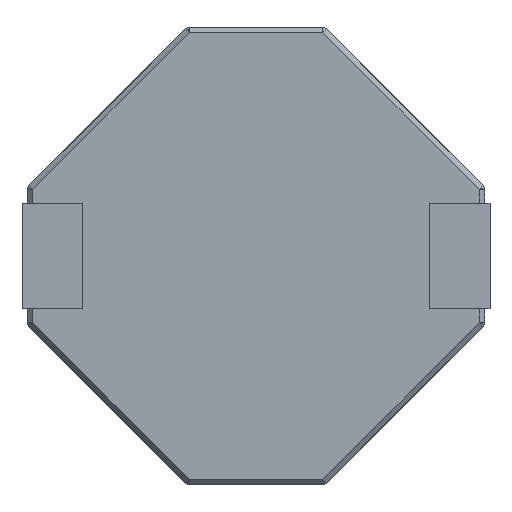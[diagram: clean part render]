
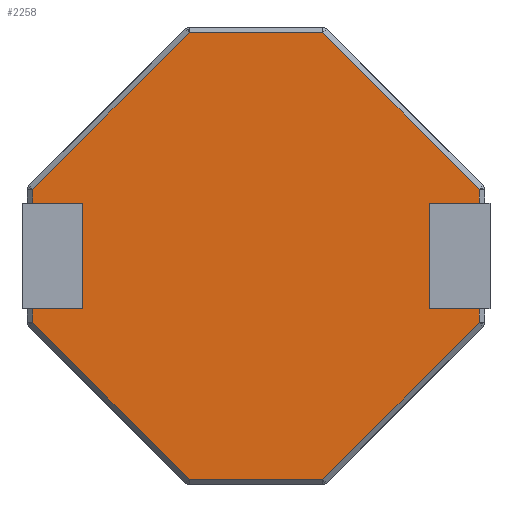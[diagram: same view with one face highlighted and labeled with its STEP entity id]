
A CAD part, front view. The second image highlights one B-rep face of the part: STEP entity #2258.
In plain terms, the highlighted planar face has unit normal (0, -1, 0).
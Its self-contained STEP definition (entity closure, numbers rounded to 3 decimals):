
#19 = PLANE ( 'NONE',  #1797 ) ;
#32 = VERTEX_POINT ( 'NONE', #2148 ) ;
#34 = VECTOR ( 'NONE', #1900, 1000. ) ;
#54 = CARTESIAN_POINT ( 'NONE',  ( 4.25, 0., 1.265 ) ) ;
#61 = EDGE_CURVE ( 'NONE', #126, #2157, #702, .T. ) ;
#63 = CARTESIAN_POINT ( 'NONE',  ( -4.25, 0., 1. ) ) ;
#66 = EDGE_CURVE ( 'NONE', #870, #500, #900, .T. ) ;
#84 = CARTESIAN_POINT ( 'NONE',  ( 0., 0., -1. ) ) ;
#92 = CARTESIAN_POINT ( 'NONE',  ( 1.265, 0., 4.25 ) ) ;
#114 = EDGE_CURVE ( 'NONE', #2157, #431, #202, .T. ) ;
#126 = VERTEX_POINT ( 'NONE', #1983 ) ;
#160 = VERTEX_POINT ( 'NONE', #1616 ) ;
#202 = LINE ( 'NONE', #587, #365 ) ;
#223 = DIRECTION ( 'NONE',  ( -1., 0., 0. ) ) ;
#234 = CARTESIAN_POINT ( 'NONE',  ( -1.265, 0., 4.25 ) ) ;
#256 = VECTOR ( 'NONE', #1953, 1000. ) ;
#259 = ORIENTED_EDGE ( 'NONE', *, *, #1876, .F. ) ;
#272 = VERTEX_POINT ( 'NONE', #92 ) ;
#280 = ORIENTED_EDGE ( 'NONE', *, *, #66, .T. ) ;
#305 = VERTEX_POINT ( 'NONE', #695 ) ;
#324 = VECTOR ( 'NONE', #2171, 1000. ) ;
#354 = EDGE_CURVE ( 'NONE', #493, #500, #2304, .T. ) ;
#356 = CARTESIAN_POINT ( 'NONE',  ( -1.265, 0., -4.25 ) ) ;
#360 = CARTESIAN_POINT ( 'NONE',  ( 4.25, 0., -1. ) ) ;
#365 = VECTOR ( 'NONE', #1080, 1000. ) ;
#382 = FACE_OUTER_BOUND ( 'NONE', #1237, .T. ) ;
#388 = CARTESIAN_POINT ( 'NONE',  ( -1.265, 0., -4.25 ) ) ;
#404 = ORIENTED_EDGE ( 'NONE', *, *, #1407, .F. ) ;
#408 = CARTESIAN_POINT ( 'NONE',  ( 3.3, 0., 0. ) ) ;
#419 = DIRECTION ( 'NONE',  ( 0., 0., -1. ) ) ;
#428 = ORIENTED_EDGE ( 'NONE', *, *, #354, .F. ) ;
#431 = VERTEX_POINT ( 'NONE', #1996 ) ;
#439 = ORIENTED_EDGE ( 'NONE', *, *, #1219, .F. ) ;
#448 = CARTESIAN_POINT ( 'NONE',  ( 0., 0., 1. ) ) ;
#488 = EDGE_CURVE ( 'NONE', #2169, #272, #728, .T. ) ;
#493 = VERTEX_POINT ( 'NONE', #752 ) ;
#500 = VERTEX_POINT ( 'NONE', #360 ) ;
#502 = EDGE_CURVE ( 'NONE', #1324, #32, #1263, .T. ) ;
#519 = CARTESIAN_POINT ( 'NONE',  ( 0., 0., -1. ) ) ;
#560 = VECTOR ( 'NONE', #1227, 1000. ) ;
#587 = CARTESIAN_POINT ( 'NONE',  ( 1.265, 0., -4.25 ) ) ;
#615 = LINE ( 'NONE', #63, #928 ) ;
#633 = VECTOR ( 'NONE', #1509, 1000. ) ;
#639 = DIRECTION ( 'NONE',  ( 0., 0., -1. ) ) ;
#647 = VECTOR ( 'NONE', #1415, 1000. ) ;
#656 = EDGE_CURVE ( 'NONE', #160, #1248, #1684, .T. ) ;
#695 = CARTESIAN_POINT ( 'NONE',  ( -4.25, 0., 1.265 ) ) ;
#702 = LINE ( 'NONE', #356, #560 ) ;
#713 = CARTESIAN_POINT ( 'NONE',  ( 4.25, 0., -1. ) ) ;
#715 = CARTESIAN_POINT ( 'NONE',  ( 0., 0., 0. ) ) ;
#726 = LINE ( 'NONE', #1389, #2076 ) ;
#728 = LINE ( 'NONE', #2160, #647 ) ;
#752 = CARTESIAN_POINT ( 'NONE',  ( 3.3, 0., -1. ) ) ;
#756 = ORIENTED_EDGE ( 'NONE', *, *, #991, .T. ) ;
#810 = CARTESIAN_POINT ( 'NONE',  ( 4.25, 0., -1.265 ) ) ;
#844 = CARTESIAN_POINT ( 'NONE',  ( 4.25, 0., 1.265 ) ) ;
#870 = VERTEX_POINT ( 'NONE', #1676 ) ;
#900 = LINE ( 'NONE', #713, #927 ) ;
#927 = VECTOR ( 'NONE', #1606, 1000. ) ;
#928 = VECTOR ( 'NONE', #639, 1000. ) ;
#952 = CARTESIAN_POINT ( 'NONE',  ( -3.3, 0., -1. ) ) ;
#958 = CARTESIAN_POINT ( 'NONE',  ( 3.3, 0., 1. ) ) ;
#981 = VERTEX_POINT ( 'NONE', #1912 ) ;
#991 = EDGE_CURVE ( 'NONE', #1030, #2169, #2265, .T. ) ;
#1030 = VERTEX_POINT ( 'NONE', #2049 ) ;
#1071 = VECTOR ( 'NONE', #1123, 1000. ) ;
#1080 = DIRECTION ( 'NONE',  ( 1., 0., 0. ) ) ;
#1123 = DIRECTION ( 'NONE',  ( 0.707, 0., 0.707 ) ) ;
#1149 = VECTOR ( 'NONE', #223, 1000. ) ;
#1190 = VECTOR ( 'NONE', #1211, 1000. ) ;
#1211 = DIRECTION ( 'NONE',  ( 0., 0., 1. ) ) ;
#1219 = EDGE_CURVE ( 'NONE', #1393, #493, #2035, .T. ) ;
#1227 = DIRECTION ( 'NONE',  ( 0.707, 0., -0.707 ) ) ;
#1237 = EDGE_LOOP ( 'NONE', ( #1417, #1907, #2238, #1311, #2146, #280, #428, #439, #259, #756, #1358, #1582, #1997, #1970, #1522, #404 ) ) ;
#1248 = VERTEX_POINT ( 'NONE', #952 ) ;
#1263 = LINE ( 'NONE', #2151, #324 ) ;
#1311 = ORIENTED_EDGE ( 'NONE', *, *, #114, .T. ) ;
#1315 = LINE ( 'NONE', #810, #1071 ) ;
#1324 = VERTEX_POINT ( 'NONE', #1867 ) ;
#1358 = ORIENTED_EDGE ( 'NONE', *, *, #488, .T. ) ;
#1389 = CARTESIAN_POINT ( 'NONE',  ( -4.25, 0., 1.265 ) ) ;
#1393 = VERTEX_POINT ( 'NONE', #958 ) ;
#1407 = EDGE_CURVE ( 'NONE', #1248, #1324, #1580, .T. ) ;
#1415 = DIRECTION ( 'NONE',  ( -0.707, 0., 0.707 ) ) ;
#1417 = ORIENTED_EDGE ( 'NONE', *, *, #656, .F. ) ;
#1502 = DIRECTION ( 'NONE',  ( -1., 0., 0. ) ) ;
#1509 = DIRECTION ( 'NONE',  ( 1., 0., 0. ) ) ;
#1522 = ORIENTED_EDGE ( 'NONE', *, *, #502, .F. ) ;
#1580 = LINE ( 'NONE', #1944, #1190 ) ;
#1582 = ORIENTED_EDGE ( 'NONE', *, *, #1853, .T. ) ;
#1606 = DIRECTION ( 'NONE',  ( 0., 0., 1. ) ) ;
#1616 = CARTESIAN_POINT ( 'NONE',  ( -4.25, 0., -1. ) ) ;
#1630 = LINE ( 'NONE', #1774, #2032 ) ;
#1632 = VECTOR ( 'NONE', #1502, 1000. ) ;
#1676 = CARTESIAN_POINT ( 'NONE',  ( 4.25, 0., -1.265 ) ) ;
#1684 = LINE ( 'NONE', #84, #633 ) ;
#1756 = EDGE_CURVE ( 'NONE', #305, #32, #615, .T. ) ;
#1774 = CARTESIAN_POINT ( 'NONE',  ( -4.25, 0., -1.265 ) ) ;
#1797 = AXIS2_PLACEMENT_3D ( 'NONE', #715, #2312, #1804 ) ;
#1804 = DIRECTION ( 'NONE',  ( 0., 0., -1. ) ) ;
#1807 = VECTOR ( 'NONE', #419, 1000. ) ;
#1836 = LINE ( 'NONE', #234, #1149 ) ;
#1853 = EDGE_CURVE ( 'NONE', #272, #981, #1836, .T. ) ;
#1867 = CARTESIAN_POINT ( 'NONE',  ( -3.3, 0., 1. ) ) ;
#1876 = EDGE_CURVE ( 'NONE', #1030, #1393, #2230, .T. ) ;
#1900 = DIRECTION ( 'NONE',  ( 0., 0., 1. ) ) ;
#1907 = ORIENTED_EDGE ( 'NONE', *, *, #2295, .T. ) ;
#1912 = CARTESIAN_POINT ( 'NONE',  ( -1.265, 0., 4.25 ) ) ;
#1924 = EDGE_CURVE ( 'NONE', #431, #870, #1315, .T. ) ;
#1944 = CARTESIAN_POINT ( 'NONE',  ( -3.3, 0., 0. ) ) ;
#1952 = DIRECTION ( 'NONE',  ( -0.707, 0., -0.707 ) ) ;
#1953 = DIRECTION ( 'NONE',  ( 1., 0., 0. ) ) ;
#1961 = DIRECTION ( 'NONE',  ( 0., 0., -1. ) ) ;
#1970 = ORIENTED_EDGE ( 'NONE', *, *, #1756, .T. ) ;
#1983 = CARTESIAN_POINT ( 'NONE',  ( -4.25, 0., -1.265 ) ) ;
#1996 = CARTESIAN_POINT ( 'NONE',  ( 1.265, 0., -4.25 ) ) ;
#1997 = ORIENTED_EDGE ( 'NONE', *, *, #2278, .T. ) ;
#2032 = VECTOR ( 'NONE', #1961, 1000. ) ;
#2035 = LINE ( 'NONE', #408, #1807 ) ;
#2049 = CARTESIAN_POINT ( 'NONE',  ( 4.25, 0., 1. ) ) ;
#2076 = VECTOR ( 'NONE', #1952, 1000. ) ;
#2146 = ORIENTED_EDGE ( 'NONE', *, *, #1924, .T. ) ;
#2148 = CARTESIAN_POINT ( 'NONE',  ( -4.25, 0., 1. ) ) ;
#2151 = CARTESIAN_POINT ( 'NONE',  ( 0., 0., 1. ) ) ;
#2157 = VERTEX_POINT ( 'NONE', #388 ) ;
#2160 = CARTESIAN_POINT ( 'NONE',  ( 1.265, 0., 4.25 ) ) ;
#2169 = VERTEX_POINT ( 'NONE', #54 ) ;
#2171 = DIRECTION ( 'NONE',  ( -1., 0., 0. ) ) ;
#2230 = LINE ( 'NONE', #448, #1632 ) ;
#2238 = ORIENTED_EDGE ( 'NONE', *, *, #61, .T. ) ;
#2258 = ADVANCED_FACE ( 'NONE', ( #382 ), #19, .T. ) ;
#2265 = LINE ( 'NONE', #844, #34 ) ;
#2278 = EDGE_CURVE ( 'NONE', #981, #305, #726, .T. ) ;
#2295 = EDGE_CURVE ( 'NONE', #160, #126, #1630, .T. ) ;
#2304 = LINE ( 'NONE', #519, #256 ) ;
#2312 = DIRECTION ( 'NONE',  ( 0., -1., 0. ) ) ;
